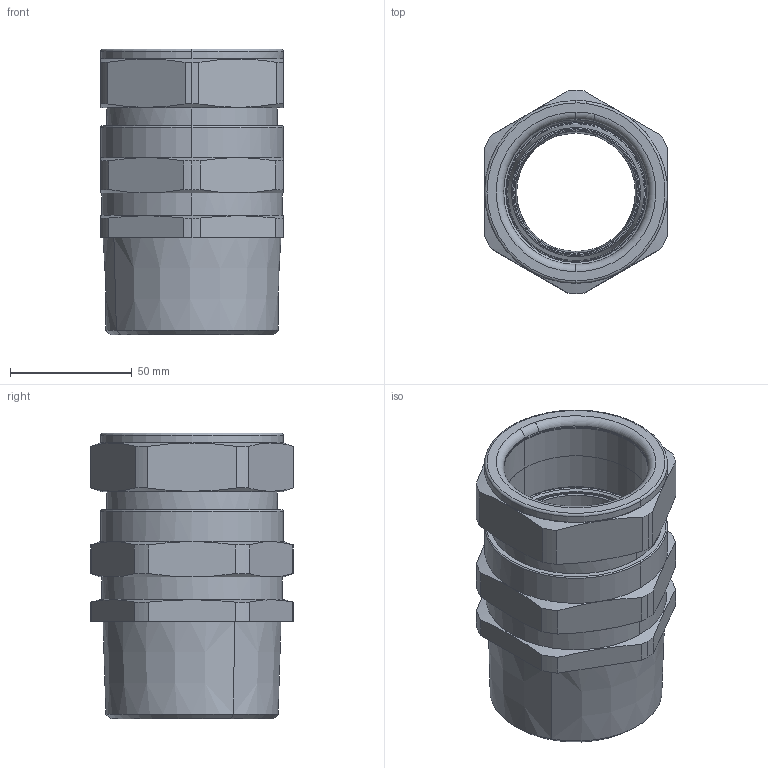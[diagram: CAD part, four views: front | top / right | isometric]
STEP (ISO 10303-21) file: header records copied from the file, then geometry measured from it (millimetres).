
FILE_DESCRIPTION(('CATIA V5 STEP Exchange','CAx-IF Rec.Pracs.--- Model Styling and Organization---1.4--- 2014-01-23'),'2;1');
FILE_NAME ('320787-1_0_1189110000_1189110000.stp','2022-12-01T01:55:45+00:00',('none'),('Weidmueller'),'CATIA Version 5-6 Release 2016 SP3 HF44','CATIA V5 STEP AP214','none');
FILE_SCHEMA(('AUTOMOTIVE_DESIGN { 1 0 10303 214 1 1 1 1 }'));
Length unit declared in the file: millimetre
Products named in the file (1): E1W/63S/NPT2-1/2-WM
Bounding box: 75 x 83.5 x 117.25 mm (x, y, z)
Volume: 229953.5 mm3; surface area: 92318.4 mm2
Topology: 3 solids, 3 shells, 207 faces, 499 edges, 313 vertices
Faces by surface type: cylinder 66, cone 63, plane 39, torus 39
Entity records: 5931 total; most frequent: CARTESIAN_POINT 1323, ORIENTED_EDGE 998, DIRECTION 783, EDGE_CURVE 499, AXIS2_PLACEMENT_3D 470, VERTEX_POINT 313, CIRCLE 296, EDGE_LOOP 228
